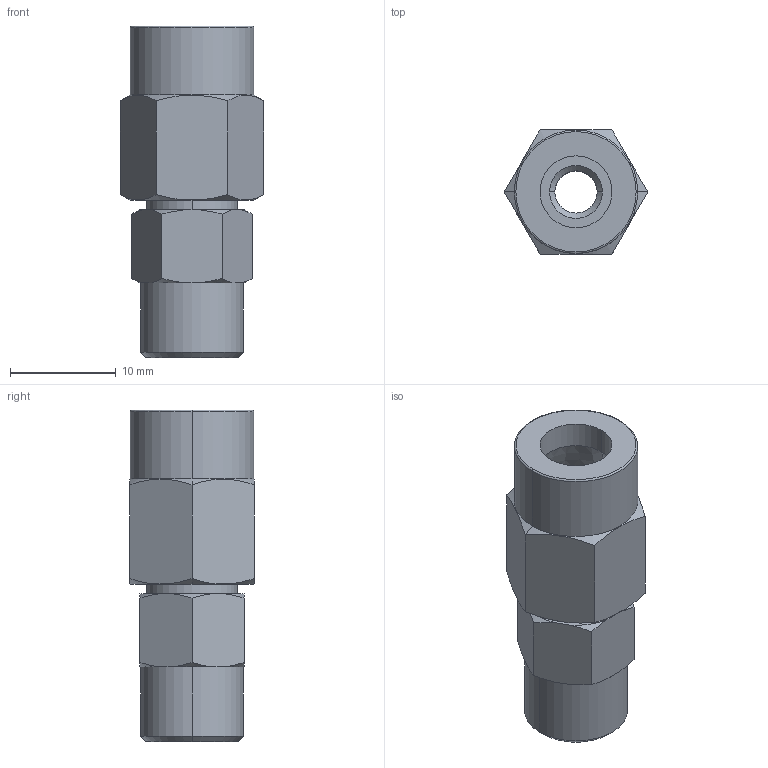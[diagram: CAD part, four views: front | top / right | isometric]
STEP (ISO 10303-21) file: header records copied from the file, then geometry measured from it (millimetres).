
FILE_DESCRIPTION((''),'2;1');
FILE_NAME('003H6857_ASM','2015-04-10T',('u317927'),('Danfoss'),'PRO/ENGINEER BY PARAMETRIC TECHNOLOGY CORPORATION, 2014000','PRO/ENGINEER BY PARAMETRIC TECHNOLOGY CORPORATION, 2014000','');
FILE_SCHEMA(('CONFIG_CONTROL_DESIGN'));
Length unit declared in the file: millimetre
Products named in the file (4): 5191729; SERTO1; 5670440_ASM; 003H6857_ASM
Assembly tree (3 placements, depth 3):
  003H6857_ASM
    5670440_ASM
      5191729
      SERTO1
Bounding box: 13.6 x 11.78 x 31.4 mm (x, y, z)
Volume: 2413.5 mm3; surface area: 2962.4 mm2
Topology: 2 solids, 5 shells, 70 faces, 166 edges, 106 vertices
Faces by surface type: cone 26, plane 22, cylinder 20, torus 2
Entity records: 2353 total; most frequent: CARTESIAN_POINT 607, DIRECTION 368, ORIENTED_EDGE 320, EDGE_CURVE 166, AXIS2_PLACEMENT_3D 155, VERTEX_POINT 106, EDGE_LOOP 80, CIRCLE 72
